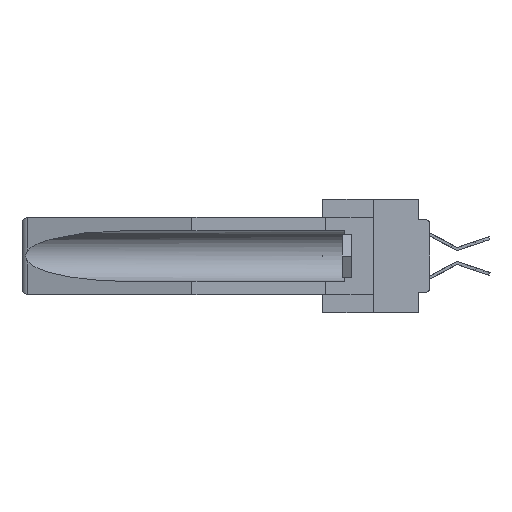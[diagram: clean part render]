
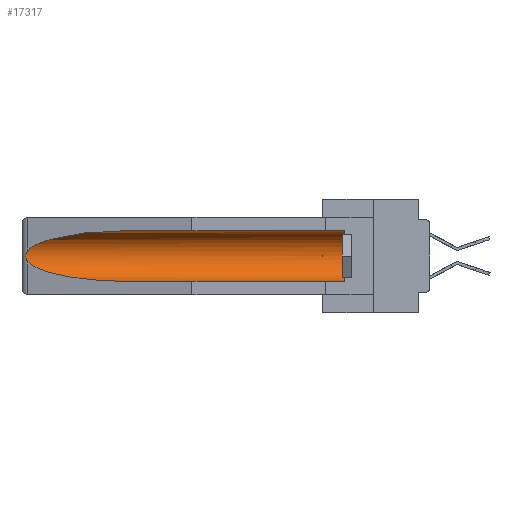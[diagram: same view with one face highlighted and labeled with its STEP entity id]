
A CAD part, left-side view. The second image highlights one B-rep face of the part: STEP entity #17317.
In plain terms, the highlighted cylindrical face has radius 2.857 mm (diameter 5.715 mm), a partial arc.
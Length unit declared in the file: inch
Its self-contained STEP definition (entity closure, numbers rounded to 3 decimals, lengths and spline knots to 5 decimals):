
#1128 = VERTEX_POINT ( 'NONE', #32175 ) ;
#1836 = ORIENTED_EDGE ( 'NONE', *, *, #9434, .T. ) ;
#2538 =( BOUNDED_CURVE ( )  B_SPLINE_CURVE ( 3, ( #10019, #34136, #22477, #18997 ),
 .UNSPECIFIED., .F., .T. ) 
 B_SPLINE_CURVE_WITH_KNOTS ( ( 4, 4 ),
 ( 4.71239, 6.08839 ),
 .UNSPECIFIED. ) 
 CURVE ( )  GEOMETRIC_REPRESENTATION_ITEM ( )  RATIONAL_B_SPLINE_CURVE ( ( 1., 0.848, 0.848, 1. ) ) 
 REPRESENTATION_ITEM ( '' )  );
#4150 = B_SPLINE_CURVE_WITH_KNOTS ( 'NONE', 3,
 ( #38511, #14163, #35447, #20293, #39313, #13749, #32394, #23175, #39117, #23576 ),
 .UNSPECIFIED., .F., .F.,
 ( 4, 2, 2, 2, 4 ),
 ( 0., 0.00029, 0.00058, 0.00087, 0.00117 ),
 .UNSPECIFIED. ) ;
#6215 = VERTEX_POINT ( 'NONE', #20568 ) ;
#6330 = CARTESIAN_POINT ( 'NONE',  ( 0.155, 1.07973, -0.059 ) ) ;
#6529 = AXIS2_PLACEMENT_3D ( 'NONE', #16083, #9566, #12401 ) ;
#9255 = CYLINDRICAL_SURFACE ( 'NONE', #36276, 0.1125 ) ;
#9434 = EDGE_CURVE ( 'NONE', #13674, #1128, #32025, .T. ) ;
#9566 = DIRECTION ( 'NONE',  ( 0., -1., 0. ) ) ;
#9601 = ORIENTED_EDGE ( 'NONE', *, *, #31580, .T. ) ;
#9739 = VECTOR ( 'NONE', #36519, 39.37008 ) ;
#9851 = CARTESIAN_POINT ( 'NONE',  ( 0.26537, 1.52718, -0.14972 ) ) ;
#9915 = VECTOR ( 'NONE', #16937, 39.37008 ) ;
#10019 = CARTESIAN_POINT ( 'NONE',  ( 0.155, 1.07973, -0.059 ) ) ;
#10322 = CARTESIAN_POINT ( 'NONE',  ( 0.25451, 1.48313, -0.24835 ) ) ;
#12303 = EDGE_CURVE ( 'NONE', #32772, #13674, #4150, .T. ) ;
#12401 = DIRECTION ( 'NONE',  ( 0., 0., 1. ) ) ;
#12708 = FACE_OUTER_BOUND ( 'NONE', #31889, .T. ) ;
#13119 = EDGE_CURVE ( 'NONE', #38756, #32772, #2538, .T. ) ;
#13674 = VERTEX_POINT ( 'NONE', #23035 ) ;
#13749 = CARTESIAN_POINT ( 'NONE',  ( 0.2675, 1.53308, -0.17534 ) ) ;
#14163 = CARTESIAN_POINT ( 'NONE',  ( 0.26597, 1.52961, -0.15275 ) ) ;
#14470 = CARTESIAN_POINT ( 'NONE',  ( 0.155, -0.30754, -0.284 ) ) ;
#15383 = CARTESIAN_POINT ( 'NONE',  ( 0.155, -0.30754, -0.1715 ) ) ;
#16083 = CARTESIAN_POINT ( 'NONE',  ( 0.155, 0.126, -0.1715 ) ) ;
#16937 = DIRECTION ( 'NONE',  ( 0., 1., 0. ) ) ;
#17317 = ADVANCED_FACE ( 'NONE', ( #12708 ), #9255, .F. ) ;
#17751 = VERTEX_POINT ( 'NONE', #27823 ) ;
#18997 = CARTESIAN_POINT ( 'NONE',  ( 0.26537, 1.52718, -0.14972 ) ) ;
#20293 = CARTESIAN_POINT ( 'NONE',  ( 0.2673, 1.5327, -0.16383 ) ) ;
#20568 = CARTESIAN_POINT ( 'NONE',  ( 0.155, 0.126, -0.059 ) ) ;
#22396 = EDGE_CURVE ( 'NONE', #17751, #6215, #37880, .T. ) ;
#22477 = CARTESIAN_POINT ( 'NONE',  ( 0.25451, 1.48313, -0.09465 ) ) ;
#23035 = CARTESIAN_POINT ( 'NONE',  ( 0.26537, 1.52718, -0.19328 ) ) ;
#23175 = CARTESIAN_POINT ( 'NONE',  ( 0.26655, 1.53094, -0.18657 ) ) ;
#23576 = CARTESIAN_POINT ( 'NONE',  ( 0.26537, 1.52718, -0.19328 ) ) ;
#23650 = CARTESIAN_POINT ( 'NONE',  ( 0.155, -0.30754, -0.059 ) ) ;
#24108 = EDGE_CURVE ( 'NONE', #17751, #1128, #30031, .T. ) ;
#24800 = DIRECTION ( 'NONE',  ( 0., 0., 1. ) ) ;
#25451 = CARTESIAN_POINT ( 'NONE',  ( 0.26537, 1.52718, -0.19328 ) ) ;
#26736 = ORIENTED_EDGE ( 'NONE', *, *, #12303, .T. ) ;
#27823 = CARTESIAN_POINT ( 'NONE',  ( 0.155, 0.126, -0.284 ) ) ;
#27872 = DIRECTION ( 'NONE',  ( 0., 1., 0. ) ) ;
#27976 = ORIENTED_EDGE ( 'NONE', *, *, #22396, .T. ) ;
#30031 = LINE ( 'NONE', #14470, #9915 ) ;
#30341 = ORIENTED_EDGE ( 'NONE', *, *, #13119, .T. ) ;
#31580 = EDGE_CURVE ( 'NONE', #6215, #38756, #32856, .T. ) ;
#31889 = EDGE_LOOP ( 'NONE', ( #30341, #26736, #1836, #37430, #27976, #9601 ) ) ;
#31991 = CARTESIAN_POINT ( 'NONE',  ( 0.155, 1.07973, -0.284 ) ) ;
#32025 =( BOUNDED_CURVE ( )  B_SPLINE_CURVE ( 3, ( #25451, #10322, #35259, #31991 ),
 .UNSPECIFIED., .F., .F. ) 
 B_SPLINE_CURVE_WITH_KNOTS ( ( 4, 4 ),
 ( 0.1948, 1.5708 ),
 .UNSPECIFIED. ) 
 CURVE ( )  GEOMETRIC_REPRESENTATION_ITEM ( )  RATIONAL_B_SPLINE_CURVE ( ( 1., 0.848, 0.848, 1. ) ) 
 REPRESENTATION_ITEM ( '' )  );
#32175 = CARTESIAN_POINT ( 'NONE',  ( 0.155, 1.07973, -0.284 ) ) ;
#32394 = CARTESIAN_POINT ( 'NONE',  ( 0.2673, 1.53269, -0.17917 ) ) ;
#32772 = VERTEX_POINT ( 'NONE', #9851 ) ;
#32856 = LINE ( 'NONE', #23650, #9739 ) ;
#34136 = CARTESIAN_POINT ( 'NONE',  ( 0.21114, 1.30732, -0.059 ) ) ;
#35259 = CARTESIAN_POINT ( 'NONE',  ( 0.21114, 1.30732, -0.284 ) ) ;
#35447 = CARTESIAN_POINT ( 'NONE',  ( 0.26654, 1.53092, -0.15636 ) ) ;
#36276 = AXIS2_PLACEMENT_3D ( 'NONE', #15383, #27872, #24800 ) ;
#36519 = DIRECTION ( 'NONE',  ( 0., 1., 0. ) ) ;
#37430 = ORIENTED_EDGE ( 'NONE', *, *, #24108, .F. ) ;
#37880 = CIRCLE ( 'NONE', #6529, 0.1125 ) ;
#38511 = CARTESIAN_POINT ( 'NONE',  ( 0.26537, 1.52718, -0.14972 ) ) ;
#38756 = VERTEX_POINT ( 'NONE', #6330 ) ;
#39117 = CARTESIAN_POINT ( 'NONE',  ( 0.26597, 1.5296, -0.19026 ) ) ;
#39313 = CARTESIAN_POINT ( 'NONE',  ( 0.2675, 1.53308, -0.16763 ) ) ;
